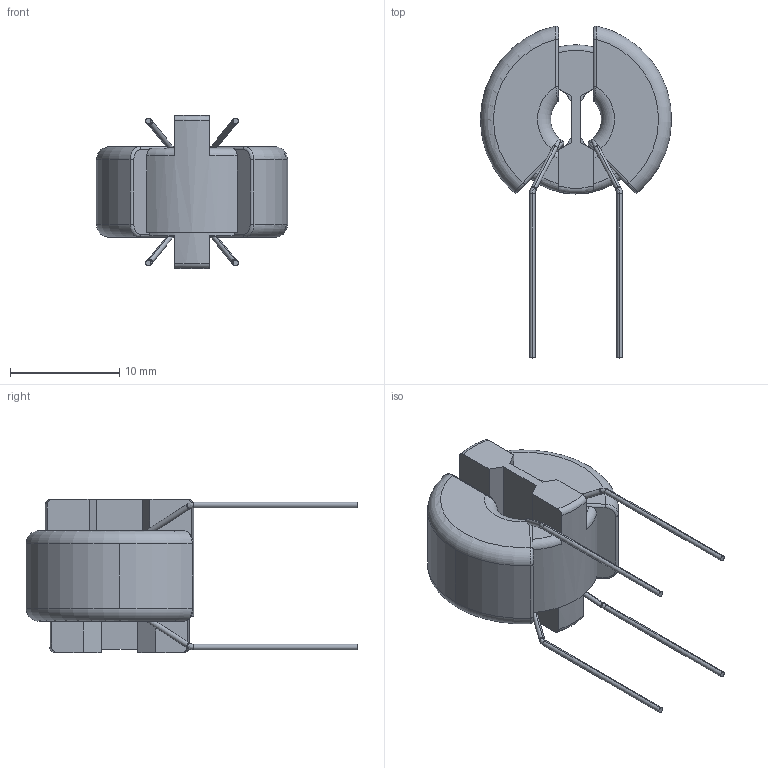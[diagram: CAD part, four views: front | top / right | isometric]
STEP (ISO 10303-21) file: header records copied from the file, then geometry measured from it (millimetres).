
FILE_DESCRIPTION (( 'STEP AP214' ), '1' );
FILE_NAME ('SC-02-10G.STEP', '2019-02-05T05:17:51', ( '' ), ( '' ), 'SwSTEP 2.0', 'SolidWorks 2018', '' );
FILE_SCHEMA (( 'AUTOMOTIVE_DESIGN' ));
Length unit declared in the file: millimetre
Products named in the file (1): SC-02-10G
Bounding box: 17.5 x 30.36 x 14 mm (x, y, z)
Volume: 1790.7 mm3; surface area: 1733.3 mm2
Topology: 1 solids, 1 shells, 268 faces, 763 edges, 488 vertices
Faces by surface type: plane 121, cylinder 65, bspline 40, torus 30, cone 12
Entity records: 18075 total; most frequent: CARTESIAN_POINT 8604, ORIENTED_EDGE 1526, DIRECTION 1199, EDGE_CURVE 763, VERTEX_POINT 488, AXIS2_PLACEMENT_3D 427, VECTOR 345, LINE 345
